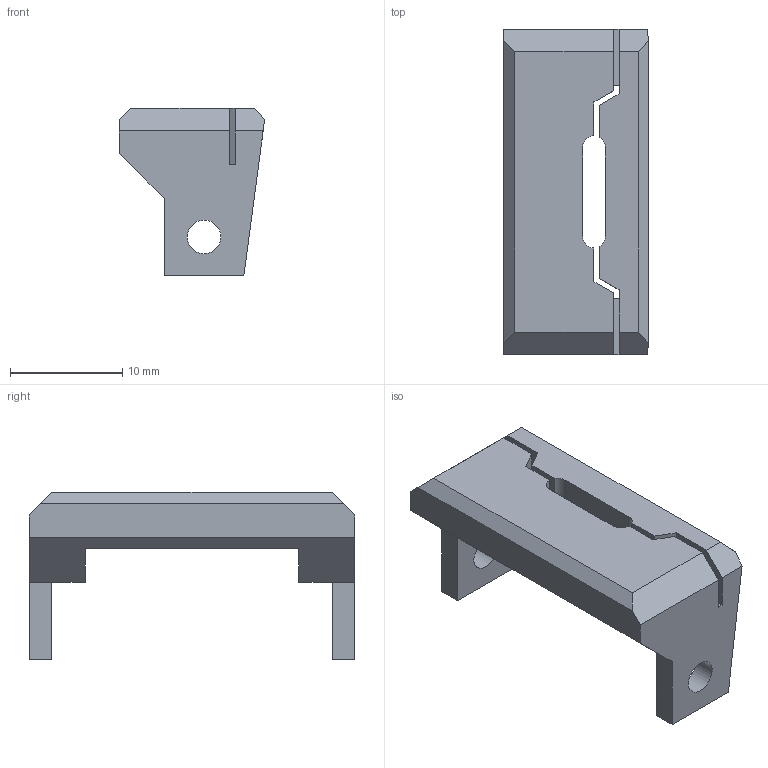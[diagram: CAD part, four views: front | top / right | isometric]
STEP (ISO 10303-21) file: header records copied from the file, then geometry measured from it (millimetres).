
FILE_DESCRIPTION(/* description */ (''),/* implementation_level */ '2;1');
FILE_NAME(/* name */ '',/* time_stamp */ '2024-06-17T20:19:33+09:00',/* author */ (''),/* organization */ (''),/* preprocessor_version */ 'ST-DEVELOPER v20',/* originating_system */ 'Autodesk Translation Framework v13.14.0.145',/* authorisation */ '');
FILE_SCHEMA (('AUTOMOTIVE_DESIGN { 1 0 10303 214 3 1 1 }'));
Length unit declared in the file: millimetre
Products named in the file (1): バイザー
Bounding box: 12.93 x 29 x 14.87 mm (x, y, z)
Volume: 2077.9 mm3; surface area: 1746.1 mm2
Topology: 1 solids, 1 shells, 47 faces, 135 edges, 88 vertices
Faces by surface type: plane 41, cylinder 6
Full cylindrical faces by diameter (mm): 3 x2
Entity records: 1565 total; most frequent: CARTESIAN_POINT 271, ORIENTED_EDGE 270, DIRECTION 243, EDGE_CURVE 135, LINE 123, VECTOR 123, VERTEX_POINT 88, AXIS2_PLACEMENT_3D 60
